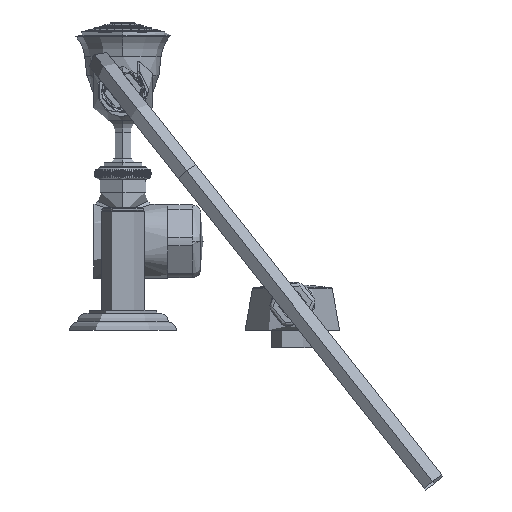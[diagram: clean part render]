
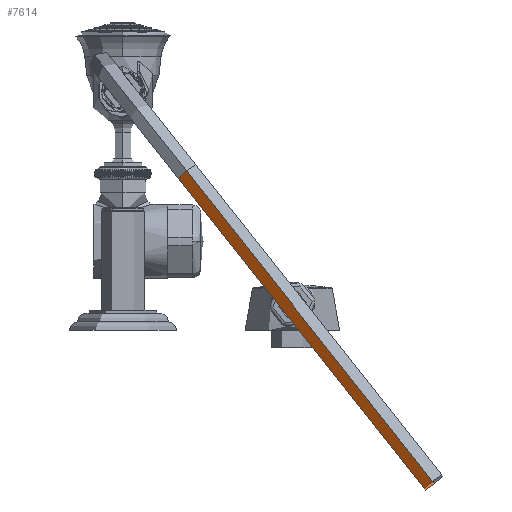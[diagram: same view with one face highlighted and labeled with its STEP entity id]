
A CAD part, front view. The second image highlights one B-rep face of the part: STEP entity #7614.
In plain terms, the highlighted cylindrical face has radius 7.112 mm (diameter 14.224 mm), a partial arc.
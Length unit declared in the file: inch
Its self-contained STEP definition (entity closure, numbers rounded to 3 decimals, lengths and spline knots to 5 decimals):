
#431=CARTESIAN_POINT('',(-1.42108,-1.79211,
-23.37284));
#432=DIRECTION('',(-0.616,-0.777,-0.132));
#433=DIRECTION('',(0.082,0.104,-0.991));
#434=AXIS2_PLACEMENT_3D('',#431,#432,#433);
#451=DIRECTION('',(-0.616,-0.777,-0.132));
#452=VECTOR('',#451,8.79013);
#453=CARTESIAN_POINT('',(-1.4441,-1.82114,
-23.0953));
#454=LINE('',#453,#452);
#455=DIRECTION('',(-0.616,-0.777,-0.132));
#456=VECTOR('',#455,8.79013);
#457=CARTESIAN_POINT('',(-1.39806,-1.76308,
-23.65037));
#458=LINE('',#457,#456);
#473=CARTESIAN_POINT('',(-6.83462,-8.61905,
-24.536));
#474=DIRECTION('',(0.616,0.777,0.132));
#475=DIRECTION('',(-0.082,-0.104,0.991));
#476=AXIS2_PLACEMENT_3D('',#473,#474,#475);
#6098=CARTESIAN_POINT('',(-1.39806,-1.76308,
-23.65037));
#6099=VERTEX_POINT('',#6098);
#6100=CARTESIAN_POINT('',(-1.4441,-1.82114,
-23.0953));
#6101=VERTEX_POINT('',#6100);
#6102=CARTESIAN_POINT('',(-6.85764,-8.64808,
-24.25846));
#6103=VERTEX_POINT('',#6102);
#6104=CARTESIAN_POINT('',(-6.8116,-8.59002,
-24.81354));
#6105=VERTEX_POINT('',#6104);
#7602=CARTESIAN_POINT('',(-1.42108,-1.79211,
-23.37284));
#7603=DIRECTION('',(-0.616,-0.777,-0.132));
#7604=DIRECTION('',(-0.082,-0.104,0.991));
#7605=AXIS2_PLACEMENT_3D('',#7602,#7603,#7604);
#7606=CYLINDRICAL_SURFACE('',#7605,0.28);
#7607=ORIENTED_EDGE('',*,*,#7567,.F.);
#7608=ORIENTED_EDGE('',*,*,#7597,.T.);
#7610=ORIENTED_EDGE('',*,*,#7609,.F.);
#7611=ORIENTED_EDGE('',*,*,#7593,.F.);
#7612=EDGE_LOOP('',(#7607,#7608,#7610,#7611));
#7613=FACE_OUTER_BOUND('',#7612,.F.);
#7614=ADVANCED_FACE('',(#7613),#7606,.T.);
#435=CIRCLE('',#434,0.28);
#477=CIRCLE('',#476,0.28);
#7567=EDGE_CURVE('',#6099,#6101,#435,.T.);
#7593=EDGE_CURVE('',#6101,#6103,#454,.T.);
#7597=EDGE_CURVE('',#6099,#6105,#458,.T.);
#7609=EDGE_CURVE('',#6103,#6105,#477,.T.);
